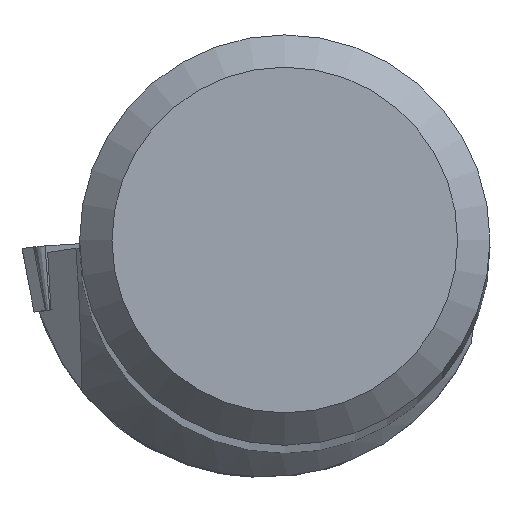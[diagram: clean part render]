
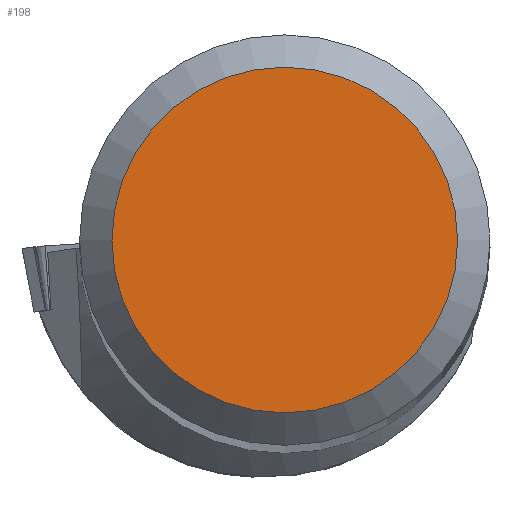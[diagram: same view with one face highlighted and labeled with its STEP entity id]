
A CAD part, top view. The second image highlights one B-rep face of the part: STEP entity #198.
In plain terms, the highlighted planar face has unit normal (0, 0, 1).
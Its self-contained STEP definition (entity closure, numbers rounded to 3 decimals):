
#152=FACE_OUTER_BOUND('',#415,.T.);
#198=ADVANCED_FACE('',(#152),#237,.T.);
#237=PLANE('',#1058);
#415=EDGE_LOOP('',(#579));
#579=ORIENTED_EDGE('',*,*,#849,.T.);
#748=VERTEX_POINT('',#1743);
#849=EDGE_CURVE('',#748,#748,#902,.T.);
#902=CIRCLE('',#1057,10.691);
#1057=AXIS2_PLACEMENT_3D('',#1742,#1271,#1272);
#1058=AXIS2_PLACEMENT_3D('',#1744,#1273,#1274);
#1271=DIRECTION('',(0.,0.,1.));
#1272=DIRECTION('',(1.,0.,0.));
#1273=DIRECTION('',(0.,0.,1.));
#1274=DIRECTION('',(1.,0.,0.));
#1742=CARTESIAN_POINT('',(0.,0.,0.));
#1743=CARTESIAN_POINT('',(10.691,0.,0.));
#1744=CARTESIAN_POINT('',(0.,0.,
0.));
